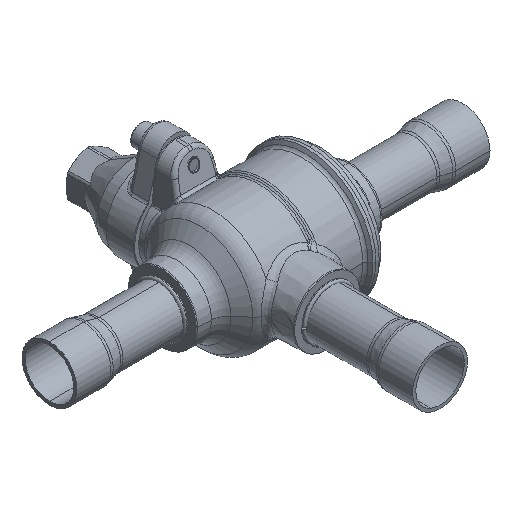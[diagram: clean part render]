
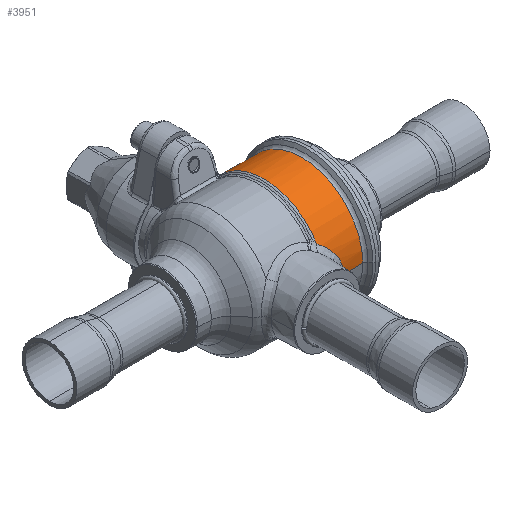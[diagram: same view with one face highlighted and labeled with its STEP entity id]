
A CAD part, isometric view. The second image highlights one B-rep face of the part: STEP entity #3951.
In plain terms, the highlighted cylindrical face has radius 24.25 mm (diameter 48.5 mm), a partial arc.
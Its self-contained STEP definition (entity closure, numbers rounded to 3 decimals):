
#884=CARTESIAN_POINT('',(16.272,-24.25,0.));
#886=DIRECTION('',(-1.,0.,0.));
#887=VECTOR('',#886,7.529);
#888=CARTESIAN_POINT('',(23.802,-24.25,0.));
#889=LINE('',#888,#887);
#895=DIRECTION('',(-1.,0.,0.));
#896=VECTOR('',#895,6.486);
#897=CARTESIAN_POINT('',(23.802,24.25,0.));
#898=LINE('',#897,#896);
#899=CARTESIAN_POINT('',(17.316,24.25,0.));
#937=CARTESIAN_POINT('',(16.272,-24.25,0.));
#938=CARTESIAN_POINT('',(16.272,-24.25,0.574));
#939=CARTESIAN_POINT('',(16.194,-24.208,1.736));
#940=CARTESIAN_POINT('',(15.863,-24.029,3.429));
#941=CARTESIAN_POINT('',(15.221,-23.689,5.306));
#942=CARTESIAN_POINT('',(14.254,-23.194,7.168));
#943=CARTESIAN_POINT('',(12.888,-22.532,9.037));
#944=CARTESIAN_POINT('',(11.107,-21.742,10.791));
#945=CARTESIAN_POINT('',(9.684,-21.193,11.799));
#946=CARTESIAN_POINT('',(8.902,-20.922,12.261));
#948=CARTESIAN_POINT('',(8.902,0.,0.));
#949=DIRECTION('',(-1.,0.,0.));
#950=DIRECTION('',(0.,-0.863,0.506));
#951=AXIS2_PLACEMENT_3D('',#948,#949,#950);
#953=CARTESIAN_POINT('',(8.902,16.681,17.602));
#954=CARTESIAN_POINT('',(9.009,16.782,17.505));
#955=CARTESIAN_POINT('',(9.199,17.001,17.295));
#956=CARTESIAN_POINT('',(9.407,17.384,16.91));
#957=CARTESIAN_POINT('',(9.476,17.661,16.619));
#958=CARTESIAN_POINT('',(9.491,17.806,16.462));
#960=CARTESIAN_POINT('',(9.491,17.806,16.462));
#961=CARTESIAN_POINT('',(9.523,18.14,16.101));
#962=CARTESIAN_POINT('',(9.591,18.79,15.352));
#963=CARTESIAN_POINT('',(9.694,19.659,14.225));
#964=CARTESIAN_POINT('',(9.775,20.269,13.325));
#965=CARTESIAN_POINT('',(9.819,20.566,12.849));
#967=CARTESIAN_POINT('',(9.819,20.566,12.849));
#968=CARTESIAN_POINT('',(10.231,20.727,12.592));
#969=CARTESIAN_POINT('',(11.026,21.052,12.05));
#970=CARTESIAN_POINT('',(12.121,21.536,11.163));
#971=CARTESIAN_POINT('',(13.154,22.024,10.173));
#972=CARTESIAN_POINT('',(14.169,22.529,9.008));
#973=CARTESIAN_POINT('',(15.163,23.049,7.596));
#974=CARTESIAN_POINT('',(16.071,23.543,5.912));
#975=CARTESIAN_POINT('',(16.792,23.948,3.991));
#976=CARTESIAN_POINT('',(17.229,24.2,1.946));
#977=CARTESIAN_POINT('',(17.316,24.25,0.644));
#978=CARTESIAN_POINT('',(17.316,24.25,0.));
#980=CARTESIAN_POINT('',(23.802,0.,0.));
#981=DIRECTION('',(1.,0.,0.));
#982=DIRECTION('',(0.,1.,0.));
#983=AXIS2_PLACEMENT_3D('',#980,#981,#982);
#1010=CARTESIAN_POINT('',(8.902,16.681,17.602));
#2393=VERTEX_POINT('',#899);
#2409=VERTEX_POINT('',#967);
#2572=VERTEX_POINT('',#960);
#2573=CARTESIAN_POINT('',(23.802,-24.25,0.));
#2574=CARTESIAN_POINT('',(23.802,24.25,0.));
#2575=VERTEX_POINT('',#2573);
#2576=VERTEX_POINT('',#2574);
#2607=VERTEX_POINT('',#884);
#2609=VERTEX_POINT('',#946);
#2627=VERTEX_POINT('',#1010);
#3930=CARTESIAN_POINT('',(-35.788,0.,0.));
#3931=DIRECTION('',(1.,0.,0.));
#3932=DIRECTION('',(0.,-1.,0.));
#3933=AXIS2_PLACEMENT_3D('',#3930,#3931,#3932);
#3934=CYLINDRICAL_SURFACE('',#3933,24.25);
#3936=ORIENTED_EDGE('',*,*,#3935,.T.);
#3938=ORIENTED_EDGE('',*,*,#3937,.T.);
#3940=ORIENTED_EDGE('',*,*,#3939,.T.);
#3942=ORIENTED_EDGE('',*,*,#3941,.T.);
#3944=ORIENTED_EDGE('',*,*,#3943,.T.);
#3945=ORIENTED_EDGE('',*,*,#3917,.F.);
#3947=ORIENTED_EDGE('',*,*,#3946,.T.);
#3948=ORIENTED_EDGE('',*,*,#3913,.T.);
#3949=EDGE_LOOP('',(#3936,#3938,#3940,#3942,#3944,#3945,#3947,#3948));
#3950=FACE_OUTER_BOUND('',#3949,.F.);
#3951=ADVANCED_FACE('',(#3950),#3934,.T.);
#947=B_SPLINE_CURVE_WITH_KNOTS('',3,(#937,#938,#939,#940,#941,#942,#943,#944,
#945,#946),.UNSPECIFIED.,.F.,.F.,(4,1,1,1,1,1,1,4),(0.,0.143,
0.286,0.429,0.571,0.714,
0.857,1.),.UNSPECIFIED.);
#952=CIRCLE('',#951,24.25);
#959=B_SPLINE_CURVE_WITH_KNOTS('',3,(#953,#954,#955,#956,#957,#958),
.UNSPECIFIED.,.F.,.F.,(4,1,1,4),(0.,0.333,0.667,1.),
.UNSPECIFIED.);
#966=B_SPLINE_CURVE_WITH_KNOTS('',3,(#960,#961,#962,#963,#964,#965),
.UNSPECIFIED.,.F.,.F.,(4,1,1,4),(0.,0.333,0.667,1.),
.UNSPECIFIED.);
#979=B_SPLINE_CURVE_WITH_KNOTS('',3,(#967,#968,#969,#970,#971,#972,#973,#974,
#975,#976,#977,#978),.UNSPECIFIED.,.F.,.F.,(4,1,1,1,1,1,1,1,1,4),(0.,
0.111,0.222,0.333,0.444,
0.556,0.667,0.778,0.889,1.),
.UNSPECIFIED.);
#984=CIRCLE('',#983,24.25);
#3913=EDGE_CURVE('',#2575,#2607,#889,.T.);
#3917=EDGE_CURVE('',#2576,#2393,#898,.T.);
#3935=EDGE_CURVE('',#2607,#2609,#947,.T.);
#3937=EDGE_CURVE('',#2609,#2627,#952,.T.);
#3939=EDGE_CURVE('',#2627,#2572,#959,.T.);
#3941=EDGE_CURVE('',#2572,#2409,#966,.T.);
#3943=EDGE_CURVE('',#2409,#2393,#979,.T.);
#3946=EDGE_CURVE('',#2576,#2575,#984,.T.);
